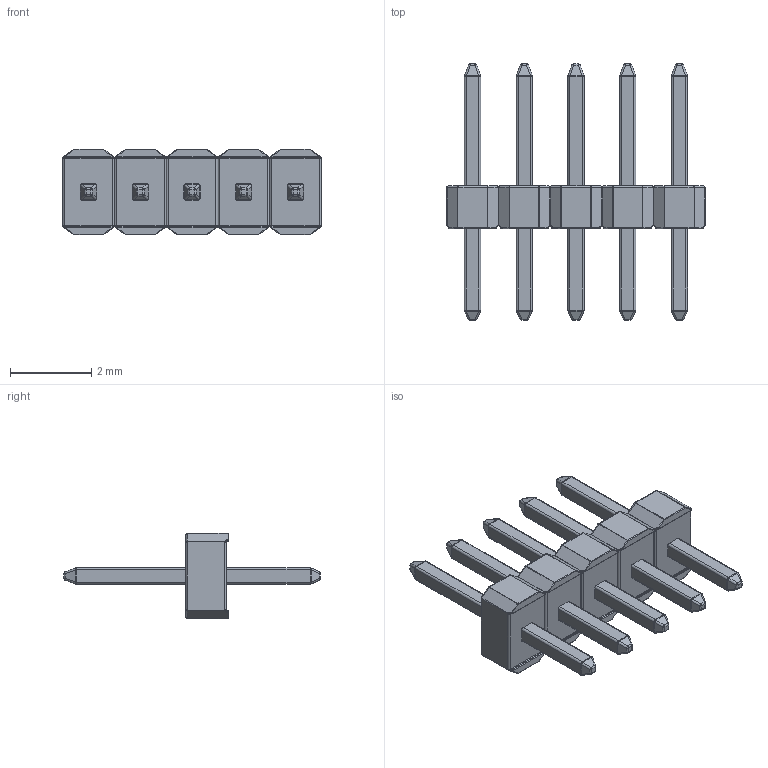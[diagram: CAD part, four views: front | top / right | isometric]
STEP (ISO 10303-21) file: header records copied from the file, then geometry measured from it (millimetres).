
FILE_DESCRIPTION (( 'STEP AP214' ), '1' );
FILE_NAME ('M50-3530542.STEP', '2018-01-16T16:50:21', ( '' ), ( '' ), 'SwSTEP 2.0', 'SolidWorks 2014', '' );
FILE_SCHEMA (( 'AUTOMOTIVE_DESIGN' ));
Length unit declared in the file: millimetre
Products named in the file (2): M50-353-Pin; M50-3530542
Assembly tree (5 placements, depth 2):
  M50-3530542
    M50-353-Pin  x5
Bounding box: 6.35 x 6.3 x 2.1 mm (x, y, z)
Volume: 16.9 mm3; surface area: 94.5 mm2
Topology: 5 solids, 5 shells, 710 faces, 1600 edges, 830 vertices
Faces by surface type: cylinder 320, plane 160, sphere 80, bspline 80, torus 70
Entity records: 5454 total; most frequent: CARTESIAN_POINT 1223, DIRECTION 648, ORIENTED_EDGE 608, EDGE_CURVE 304, AXIS2_PLACEMENT_3D 256, VERTEX_POINT 166, EDGE_LOOP 144, FACE_OUTER_BOUND 142
